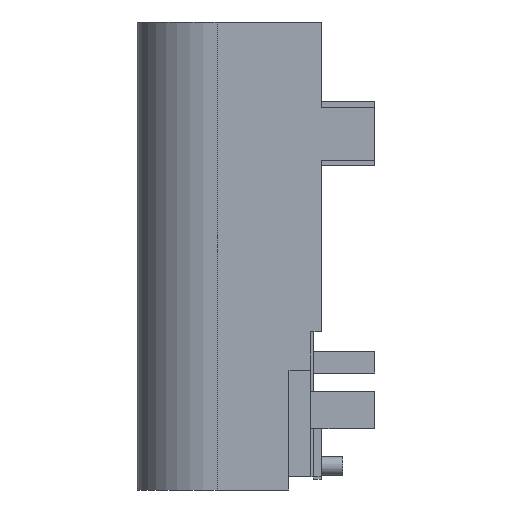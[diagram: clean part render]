
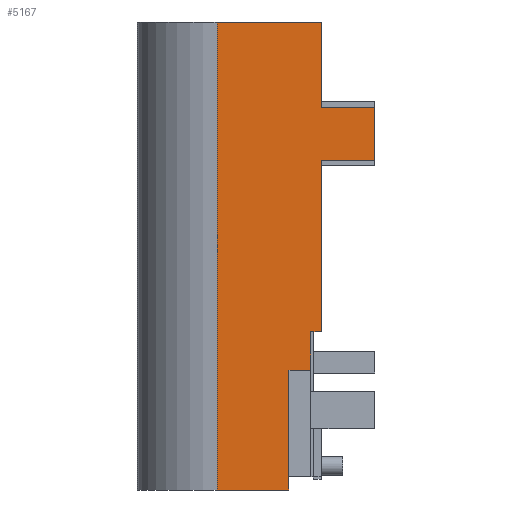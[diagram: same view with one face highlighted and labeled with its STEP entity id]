
A CAD part, left-side view. The second image highlights one B-rep face of the part: STEP entity #5167.
In plain terms, the highlighted planar face has unit normal (-1, 0, 0).
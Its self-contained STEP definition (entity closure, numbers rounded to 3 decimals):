
#843 = AXIS2_PLACEMENT_3D ( 'NONE', #3581, #3582, #3583 ) ;
#1003 = EDGE_LOOP ( 'NONE', ( #6289, #6290, #6291, #6292, #6293, #6294, #6295, #6296, #6297, #6298, #6299, #6300 ) ) ;
#2500 = CARTESIAN_POINT ( 'NONE',  ( -4.84, 0.2, 2.98 ) ) ;
#2501 = DIRECTION ( 'NONE',  ( 0., 0., -1. ) ) ;
#2556 = CARTESIAN_POINT ( 'NONE',  ( -4.84, 0., 8.8 ) ) ;
#2557 = DIRECTION ( 'NONE',  ( 0., 0., -1. ) ) ;
#2913 = LINE ( 'NONE', #2500, #2914 ) ;
#2914 = VECTOR ( 'NONE', #2501, 1000. ) ;
#2965 = LINE ( 'NONE', #2556, #2966 ) ;
#2966 = VECTOR ( 'NONE', #2557, 1000. ) ;
#2973 = LINE ( 'NONE', #3349, #2974 ) ;
#2974 = VECTOR ( 'NONE', #3350, 1000. ) ;
#3011 = LINE ( 'NONE', #3395, #3012 ) ;
#3012 = VECTOR ( 'NONE', #3396, 1000. ) ;
#3013 = LINE ( 'NONE', #3397, #3014 ) ;
#3014 = VECTOR ( 'NONE', #3398, 1000. ) ;
#3015 = LINE ( 'NONE', #3399, #3016 ) ;
#3016 = VECTOR ( 'NONE', #3400, 1000. ) ;
#3017 = LINE ( 'NONE', #3401, #3018 ) ;
#3018 = VECTOR ( 'NONE', #3402, 1000. ) ;
#3019 = LINE ( 'NONE', #3403, #3020 ) ;
#3020 = VECTOR ( 'NONE', #3404, 1000. ) ;
#3021 = LINE ( 'NONE', #3405, #3022 ) ;
#3022 = VECTOR ( 'NONE', #3406, 1000. ) ;
#3023 = LINE ( 'NONE', #3407, #3024 ) ;
#3024 = VECTOR ( 'NONE', #3408, 1000. ) ;
#3025 = LINE ( 'NONE', #3409, #3026 ) ;
#3026 = VECTOR ( 'NONE', #3410, 1000. ) ;
#3027 = LINE ( 'NONE', #3411, #3028 ) ;
#3028 = VECTOR ( 'NONE', #3412, 1000. ) ;
#3148 = FACE_OUTER_BOUND ( 'NONE', #1003, .T. ) ;
#3349 = CARTESIAN_POINT ( 'NONE',  ( -4.84, 0., 8.8 ) ) ;
#3350 = DIRECTION ( 'NONE',  ( 0., 0., -1. ) ) ;
#3395 = CARTESIAN_POINT ( 'NONE',  ( -4.84, 0.61, 2.25 ) ) ;
#3396 = DIRECTION ( 'NONE',  ( 0., 0., -1. ) ) ;
#3397 = CARTESIAN_POINT ( 'NONE',  ( -4.84, 0.61, 2.25 ) ) ;
#3398 = DIRECTION ( 'NONE',  ( 0., -1., 0. ) ) ;
#3399 = CARTESIAN_POINT ( 'NONE',  ( -4.84, 0.2, 2.98 ) ) ;
#3400 = DIRECTION ( 'NONE',  ( 0., -1., 0. ) ) ;
#3401 = CARTESIAN_POINT ( 'NONE',  ( -4.84, -1., 6.2 ) ) ;
#3402 = DIRECTION ( 'NONE',  ( 0., 1., 0. ) ) ;
#3403 = CARTESIAN_POINT ( 'NONE',  ( -4.84, -1., 7.2 ) ) ;
#3404 = DIRECTION ( 'NONE',  ( 0., 0., -1. ) ) ;
#3405 = CARTESIAN_POINT ( 'NONE',  ( -4.84, -1., 7.2 ) ) ;
#3406 = DIRECTION ( 'NONE',  ( 0., 1., 0. ) ) ;
#3407 = CARTESIAN_POINT ( 'NONE',  ( -4.84, 3.46, 8.8 ) ) ;
#3408 = DIRECTION ( 'NONE',  ( 0., -1., 0. ) ) ;
#3409 = CARTESIAN_POINT ( 'NONE',  ( -4.84, 1.96, 8.8 ) ) ;
#3410 = DIRECTION ( 'NONE',  ( 0., 0., -1. ) ) ;
#3411 = CARTESIAN_POINT ( 'NONE',  ( -4.84, 3.46, 0. ) ) ;
#3412 = DIRECTION ( 'NONE',  ( 0., -1., 0. ) ) ;
#3580 = PLANE ( 'NONE',  #843 ) ;
#3581 = CARTESIAN_POINT ( 'NONE',  ( -4.84, 3.46, 8.8 ) ) ;
#3582 = DIRECTION ( 'NONE',  ( 1., 0., 0. ) ) ;
#3583 = DIRECTION ( 'NONE',  ( 0., 1., 0. ) ) ;
#4560 = CARTESIAN_POINT ( 'NONE',  ( -4.84, 0.61, 2.25 ) ) ;
#4561 = CARTESIAN_POINT ( 'NONE',  ( -4.84, 0.61, 0. ) ) ;
#4562 = CARTESIAN_POINT ( 'NONE',  ( -4.84, -1., 6.2 ) ) ;
#4563 = CARTESIAN_POINT ( 'NONE',  ( -4.84, -1., 7.2 ) ) ;
#4564 = CARTESIAN_POINT ( 'NONE',  ( -4.84, 1.96, 8.8 ) ) ;
#4565 = CARTESIAN_POINT ( 'NONE',  ( -4.84, 1.96, 0. ) ) ;
#4571 = CARTESIAN_POINT ( 'NONE',  ( -4.84, 0., 6.2 ) ) ;
#4593 = CARTESIAN_POINT ( 'NONE',  ( -4.84, 0., 2.98 ) ) ;
#4599 = CARTESIAN_POINT ( 'NONE',  ( -4.84, 0., 8.8 ) ) ;
#4600 = CARTESIAN_POINT ( 'NONE',  ( -4.84, 0., 7.2 ) ) ;
#4606 = CARTESIAN_POINT ( 'NONE',  ( -4.84, 0.2, 2.98 ) ) ;
#4607 = CARTESIAN_POINT ( 'NONE',  ( -4.84, 0.2, 2.25 ) ) ;
#5047 = EDGE_CURVE ( 'NONE', #6700, #6701, #2913, .T. ) ;
#5074 = EDGE_CURVE ( 'NONE', #6693, #6694, #2965, .T. ) ;
#5078 = EDGE_CURVE ( 'NONE', #6665, #6687, #2973, .T. ) ;
#5099 = EDGE_CURVE ( 'NONE', #6654, #6655, #3011, .T. ) ;
#5100 = EDGE_CURVE ( 'NONE', #6654, #6701, #3013, .T. ) ;
#5101 = EDGE_CURVE ( 'NONE', #6700, #6687, #3015, .T. ) ;
#5102 = EDGE_CURVE ( 'NONE', #6656, #6665, #3017, .T. ) ;
#5103 = EDGE_CURVE ( 'NONE', #6657, #6656, #3019, .T. ) ;
#5104 = EDGE_CURVE ( 'NONE', #6657, #6694, #3021, .T. ) ;
#5105 = EDGE_CURVE ( 'NONE', #6658, #6693, #3023, .T. ) ;
#5106 = EDGE_CURVE ( 'NONE', #6658, #6659, #3025, .T. ) ;
#5107 = EDGE_CURVE ( 'NONE', #6659, #6655, #3027, .T. ) ;
#5167 = ADVANCED_FACE ( 'NONE', ( #3148 ), #3580, .F. ) ;
#6289 = ORIENTED_EDGE ( 'NONE', *, *, #5099, .F. ) ;
#6290 = ORIENTED_EDGE ( 'NONE', *, *, #5100, .T. ) ;
#6291 = ORIENTED_EDGE ( 'NONE', *, *, #5047, .F. ) ;
#6292 = ORIENTED_EDGE ( 'NONE', *, *, #5101, .T. ) ;
#6293 = ORIENTED_EDGE ( 'NONE', *, *, #5078, .F. ) ;
#6294 = ORIENTED_EDGE ( 'NONE', *, *, #5102, .F. ) ;
#6295 = ORIENTED_EDGE ( 'NONE', *, *, #5103, .F. ) ;
#6296 = ORIENTED_EDGE ( 'NONE', *, *, #5104, .T. ) ;
#6297 = ORIENTED_EDGE ( 'NONE', *, *, #5074, .F. ) ;
#6298 = ORIENTED_EDGE ( 'NONE', *, *, #5105, .F. ) ;
#6299 = ORIENTED_EDGE ( 'NONE', *, *, #5106, .T. ) ;
#6300 = ORIENTED_EDGE ( 'NONE', *, *, #5107, .T. ) ;
#6654 = VERTEX_POINT ( 'NONE', #4560 ) ;
#6655 = VERTEX_POINT ( 'NONE', #4561 ) ;
#6656 = VERTEX_POINT ( 'NONE', #4562 ) ;
#6657 = VERTEX_POINT ( 'NONE', #4563 ) ;
#6658 = VERTEX_POINT ( 'NONE', #4564 ) ;
#6659 = VERTEX_POINT ( 'NONE', #4565 ) ;
#6665 = VERTEX_POINT ( 'NONE', #4571 ) ;
#6687 = VERTEX_POINT ( 'NONE', #4593 ) ;
#6693 = VERTEX_POINT ( 'NONE', #4599 ) ;
#6694 = VERTEX_POINT ( 'NONE', #4600 ) ;
#6700 = VERTEX_POINT ( 'NONE', #4606 ) ;
#6701 = VERTEX_POINT ( 'NONE', #4607 ) ;
